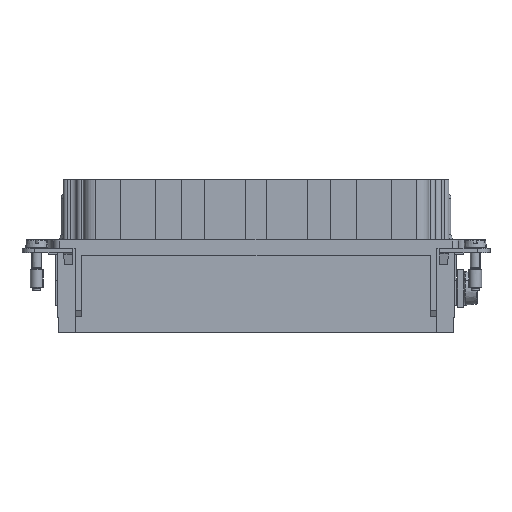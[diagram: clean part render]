
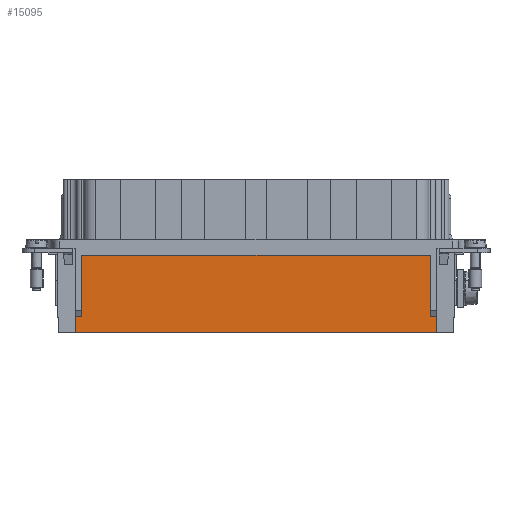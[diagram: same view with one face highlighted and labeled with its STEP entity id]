
A CAD part, left-side view. The second image highlights one B-rep face of the part: STEP entity #15095.
In plain terms, the highlighted planar face has unit normal (-1, 0, 0).
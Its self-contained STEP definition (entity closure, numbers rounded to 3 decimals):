
#15083=AXIS2_PLACEMENT_3D('Plane Axis2P3D',#15080,#15081,#15082) ;
#8088=CARTESIAN_POINT('Vertex',(0.9,14.2,3.846)) ;
#8095=CARTESIAN_POINT('Vertex',(0.9,14.2,18.3)) ;
#8098=CARTESIAN_POINT('Line Origine',(0.9,14.2,11.073)) ;
#8115=CARTESIAN_POINT('Line Origine',(0.9,55.5,18.3)) ;
#8119=CARTESIAN_POINT('Vertex',(0.9,96.8,18.3)) ;
#8143=CARTESIAN_POINT('Vertex',(0.9,96.8,3.846)) ;
#8146=CARTESIAN_POINT('Line Origine',(0.9,96.8,11.073)) ;
#8163=CARTESIAN_POINT('Line Origine',(0.9,97.55,3.846)) ;
#8167=CARTESIAN_POINT('Vertex',(0.9,98.3,3.846)) ;
#8200=CARTESIAN_POINT('Vertex',(0.9,98.3,0.)) ;
#8203=CARTESIAN_POINT('Line Origine',(0.9,98.3,1.923)) ;
#8781=CARTESIAN_POINT('Vertex',(0.9,12.7,3.846)) ;
#8784=CARTESIAN_POINT('Line Origine',(0.9,12.7,1.923)) ;
#8788=CARTESIAN_POINT('Vertex',(0.9,12.7,0.)) ;
#8805=CARTESIAN_POINT('Line Origine',(0.9,13.45,3.846)) ;
#11273=CARTESIAN_POINT('Line Origine',(0.9,55.5,0.)) ;
#15080=CARTESIAN_POINT('Axis2P3D Location',(0.9,55.5,0.)) ;
#8099=DIRECTION('Vector Direction',(0.,0.,-1.)) ;
#8116=DIRECTION('Vector Direction',(0.,-1.,0.)) ;
#8147=DIRECTION('Vector Direction',(0.,0.,1.)) ;
#8164=DIRECTION('Vector Direction',(0.,-1.,0.)) ;
#8204=DIRECTION('Vector Direction',(0.,0.,1.)) ;
#8785=DIRECTION('Vector Direction',(0.,0.,1.)) ;
#8806=DIRECTION('Vector Direction',(0.,-1.,0.)) ;
#11274=DIRECTION('Vector Direction',(0.,-1.,0.)) ;
#15081=DIRECTION('Axis2P3D Direction',(-1.,0.,0.)) ;
#15082=DIRECTION('Axis2P3D XDirection',(0.,-1.,0.)) ;
#8100=VECTOR('Line Direction',#8099,1.) ;
#8117=VECTOR('Line Direction',#8116,1.) ;
#8148=VECTOR('Line Direction',#8147,1.) ;
#8165=VECTOR('Line Direction',#8164,1.) ;
#8205=VECTOR('Line Direction',#8204,1.) ;
#8786=VECTOR('Line Direction',#8785,1.) ;
#8807=VECTOR('Line Direction',#8806,1.) ;
#11275=VECTOR('Line Direction',#11274,1.) ;
#15086=ORIENTED_EDGE('',*,*,#11277,.F.) ;
#15087=ORIENTED_EDGE('',*,*,#8790,.T.) ;
#15088=ORIENTED_EDGE('',*,*,#8809,.F.) ;
#15089=ORIENTED_EDGE('',*,*,#8102,.F.) ;
#15090=ORIENTED_EDGE('',*,*,#8121,.F.) ;
#15091=ORIENTED_EDGE('',*,*,#8150,.F.) ;
#15092=ORIENTED_EDGE('',*,*,#8169,.F.) ;
#15093=ORIENTED_EDGE('',*,*,#8207,.F.) ;
#15095=ADVANCED_FACE('Brep With Voids',(#15094),#15084,.T.) ;
#8102=EDGE_CURVE('',#8096,#8089,#8101,.T.) ;
#8121=EDGE_CURVE('',#8120,#8096,#8118,.T.) ;
#8150=EDGE_CURVE('',#8144,#8120,#8149,.T.) ;
#8169=EDGE_CURVE('',#8168,#8144,#8166,.T.) ;
#8207=EDGE_CURVE('',#8201,#8168,#8206,.T.) ;
#8790=EDGE_CURVE('',#8789,#8782,#8787,.T.) ;
#8809=EDGE_CURVE('',#8089,#8782,#8808,.T.) ;
#11277=EDGE_CURVE('',#8789,#8201,#11276,.F.) ;
#15085=EDGE_LOOP('',(#15086,#15087,#15088,#15089,#15090,#15091,#15092,#15093)) ;
#15094=FACE_OUTER_BOUND('',#15085,.T.) ;
#8101=LINE('Line',#8098,#8100) ;
#8118=LINE('Line',#8115,#8117) ;
#8149=LINE('Line',#8146,#8148) ;
#8166=LINE('Line',#8163,#8165) ;
#8206=LINE('Line',#8203,#8205) ;
#8787=LINE('Line',#8784,#8786) ;
#8808=LINE('Line',#8805,#8807) ;
#11276=LINE('Line',#11273,#11275) ;
#15084=PLANE('',#15083) ;
#8089=VERTEX_POINT('',#8088) ;
#8096=VERTEX_POINT('',#8095) ;
#8120=VERTEX_POINT('',#8119) ;
#8144=VERTEX_POINT('',#8143) ;
#8168=VERTEX_POINT('',#8167) ;
#8201=VERTEX_POINT('',#8200) ;
#8782=VERTEX_POINT('',#8781) ;
#8789=VERTEX_POINT('',#8788) ;
